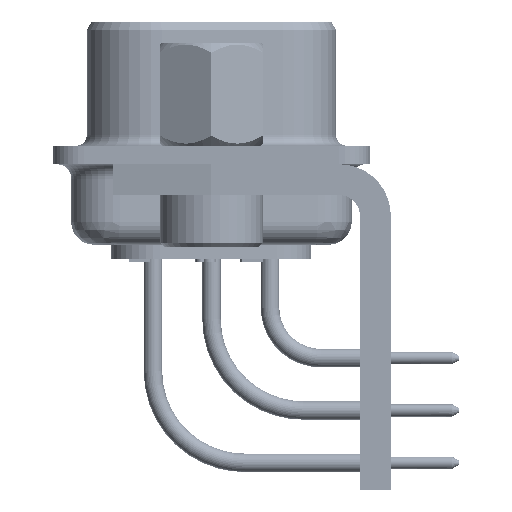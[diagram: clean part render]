
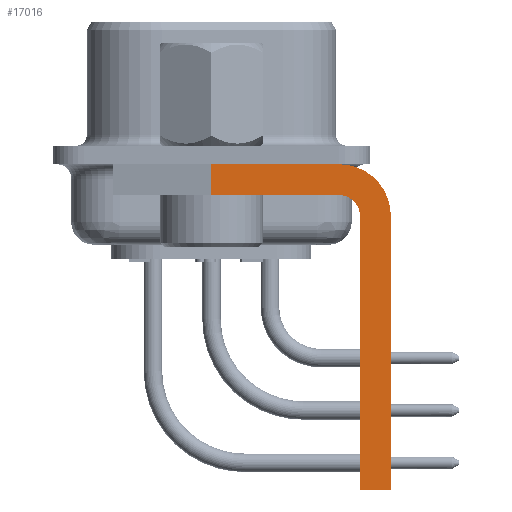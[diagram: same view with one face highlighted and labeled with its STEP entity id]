
A CAD part, left-side view. The second image highlights one B-rep face of the part: STEP entity #17016.
In plain terms, the highlighted planar face has unit normal (-1, 0, 0).
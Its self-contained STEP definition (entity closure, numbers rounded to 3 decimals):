
#1597=PLANE('',#18678);
#2574=FACE_OUTER_BOUND('',#3931,.T.);
#3931=EDGE_LOOP('',(#15613,#15614,#15615,#15616,#15617,#15618,#15619,#15620));
#5243=LINE('',#32265,#6519);
#5246=LINE('',#32279,#6522);
#5249=LINE('',#32287,#6525);
#5250=LINE('',#32289,#6526);
#5251=LINE('',#32290,#6527);
#5252=LINE('',#32291,#6528);
#6519=VECTOR('',#23266,13.3);
#6522=VECTOR('',#23279,13.3);
#6525=VECTOR('',#23286,6.2);
#6526=VECTOR('',#23287,1.5);
#6527=VECTOR('',#23288,6.2);
#6528=VECTOR('',#23289,1.5);
#7233=CIRCLE('',#18670,1.);
#7236=CIRCLE('',#18675,2.5);
#8816=VERTEX_POINT('',#32255);
#8817=VERTEX_POINT('',#32257);
#8819=VERTEX_POINT('',#32263);
#8823=VERTEX_POINT('',#32272);
#8824=VERTEX_POINT('',#32274);
#8825=VERTEX_POINT('',#32278);
#8828=VERTEX_POINT('',#32286);
#8829=VERTEX_POINT('',#32288);
#11090=EDGE_CURVE('',#8816,#8817,#7233,.T.);
#11094=EDGE_CURVE('',#8816,#8819,#5243,.T.);
#11098=EDGE_CURVE('',#8823,#8824,#7236,.T.);
#11100=EDGE_CURVE('',#8824,#8825,#5246,.T.);
#11104=EDGE_CURVE('',#8828,#8823,#5249,.T.);
#11105=EDGE_CURVE('',#8828,#8829,#5250,.T.);
#11106=EDGE_CURVE('',#8829,#8817,#5251,.T.);
#11107=EDGE_CURVE('',#8819,#8825,#5252,.T.);
#15613=ORIENTED_EDGE('',*,*,#11098,.F.);
#15614=ORIENTED_EDGE('',*,*,#11104,.F.);
#15615=ORIENTED_EDGE('',*,*,#11105,.T.);
#15616=ORIENTED_EDGE('',*,*,#11106,.T.);
#15617=ORIENTED_EDGE('',*,*,#11090,.F.);
#15618=ORIENTED_EDGE('',*,*,#11094,.T.);
#15619=ORIENTED_EDGE('',*,*,#11107,.T.);
#15620=ORIENTED_EDGE('',*,*,#11100,.F.);
#17016=ADVANCED_FACE('',(#2574),#1597,.T.);
#18670=AXIS2_PLACEMENT_3D('',#32258,#23259,#23260);
#18675=AXIS2_PLACEMENT_3D('',#32275,#23274,#23275);
#18678=AXIS2_PLACEMENT_3D('',#32285,#23284,#23285);
#23259=DIRECTION('center_axis',(-1.,0.,0.));
#23260=DIRECTION('ref_axis',(0.,-0.707,0.707));
#23266=DIRECTION('',(0.,0.,-1.));
#23274=DIRECTION('center_axis',(1.,0.,0.));
#23275=DIRECTION('ref_axis',(0.,-0.707,0.707));
#23279=DIRECTION('',(0.,0.,-1.));
#23284=DIRECTION('center_axis',(-1.,0.,0.));
#23285=DIRECTION('ref_axis',(0.,0.,1.));
#23286=DIRECTION('',(0.,-1.,0.));
#23287=DIRECTION('',(0.,0.,-1.));
#23288=DIRECTION('',(0.,-1.,0.));
#23289=DIRECTION('',(0.,-1.,0.));
#32255=CARTESIAN_POINT('',(-3.,1.5,-2.5));
#32257=CARTESIAN_POINT('',(-3.,2.5,-1.5));
#32258=CARTESIAN_POINT('Origin',(-3.,2.5,-2.5));
#32263=CARTESIAN_POINT('',(-3.,1.5,-15.8));
#32265=CARTESIAN_POINT('',(-3.,1.5,-1.5));
#32272=CARTESIAN_POINT('',(-3.,2.5,0.));
#32274=CARTESIAN_POINT('',(-3.,0.,-2.5));
#32275=CARTESIAN_POINT('Origin',(-3.,2.5,-2.5));
#32278=CARTESIAN_POINT('',(-3.,0.,-15.8));
#32279=CARTESIAN_POINT('',(-3.,0.,0.));
#32285=CARTESIAN_POINT('Origin',(-3.,8.7,0.));
#32286=CARTESIAN_POINT('',(-3.,8.7,0.));
#32287=CARTESIAN_POINT('',(-3.,8.7,0.));
#32288=CARTESIAN_POINT('',(-3.,8.7,-1.5));
#32289=CARTESIAN_POINT('',(-3.,8.7,0.));
#32290=CARTESIAN_POINT('',(-3.,8.7,-1.5));
#32291=CARTESIAN_POINT('',(-3.,0.,-15.8));
